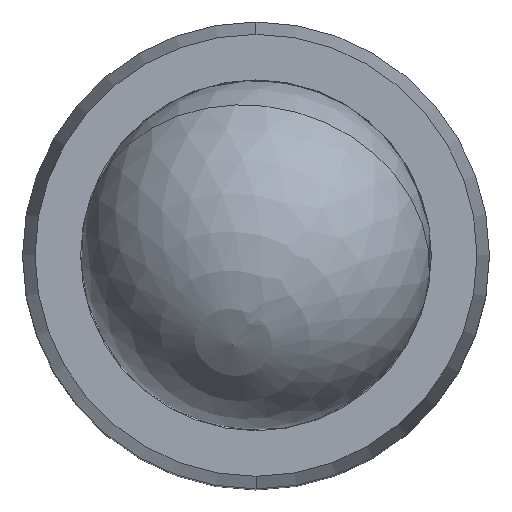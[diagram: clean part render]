
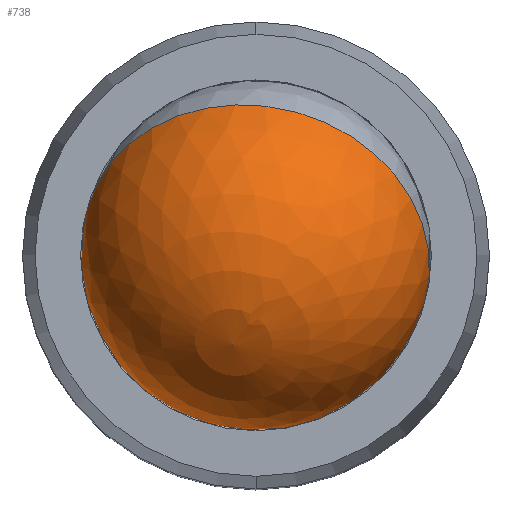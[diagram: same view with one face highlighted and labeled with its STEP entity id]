
A CAD part, top view. The second image highlights one B-rep face of the part: STEP entity #738.
In plain terms, the highlighted spherical face has radius 3.572 mm.
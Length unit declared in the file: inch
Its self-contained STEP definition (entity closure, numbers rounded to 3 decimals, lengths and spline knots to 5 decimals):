
#2 = CARTESIAN_POINT ( 'NONE',  ( 0.14326, 0.38181, -0.03531 ) ) ;
#255 = CIRCLE ( 'NONE', #1198, 0.14063 ) ;
#274 = EDGE_CURVE ( 'NONE', #634, #496, #359, .T. ) ;
#303 = CARTESIAN_POINT ( 'NONE',  ( 0.14326, 0.38181, -0.03531 ) ) ;
#311 = DIRECTION ( 'NONE',  ( 0., -0.856, -0.517 ) ) ;
#359 = CIRCLE ( 'NONE', #792, 0.14063 ) ;
#363 = DIRECTION ( 'NONE',  ( 0.133, 0.512, -0.849 ) ) ;
#402 = EDGE_LOOP ( 'NONE', ( #1009, #1062 ) ) ;
#487 = DIRECTION ( 'NONE',  ( -0.133, -0.512, 0.849 ) ) ;
#496 = VERTEX_POINT ( 'NONE', #740 ) ;
#555 = AXIS2_PLACEMENT_3D ( 'NONE', #2, #763, #557 ) ;
#557 = DIRECTION ( 'NONE',  ( 0.544, 0.678, 0.494 ) ) ;
#570 = FACE_OUTER_BOUND ( 'NONE', #402, .T. ) ;
#634 = VERTEX_POINT ( 'NONE', #809 ) ;
#738 = ADVANCED_FACE ( 'NONE', ( #570 ), #1117, .T. ) ;
#740 = CARTESIAN_POINT ( 'NONE',  ( 0.02673, 0.45593, -0.00882 ) ) ;
#763 = DIRECTION ( 'NONE',  ( 0.133, 0.512, -0.849 ) ) ;
#792 = AXIS2_PLACEMENT_3D ( 'NONE', #944, #363, #1214 ) ;
#807 = EDGE_CURVE ( 'NONE', #634, #496, #255, .T. ) ;
#809 = CARTESIAN_POINT ( 'NONE',  ( 0.25979, 0.30769, -0.0618 ) ) ;
#944 = CARTESIAN_POINT ( 'NONE',  ( 0.14326, 0.38181, -0.03531 ) ) ;
#1009 = ORIENTED_EDGE ( 'NONE', *, *, #274, .F. ) ;
#1062 = ORIENTED_EDGE ( 'NONE', *, *, #807, .T. ) ;
#1117 = SPHERICAL_SURFACE ( 'NONE', #555, 0.14063 ) ;
#1198 = AXIS2_PLACEMENT_3D ( 'NONE', #303, #487, #311 ) ;
#1214 = DIRECTION ( 'NONE',  ( 0., 0.856, 0.517 ) ) ;
